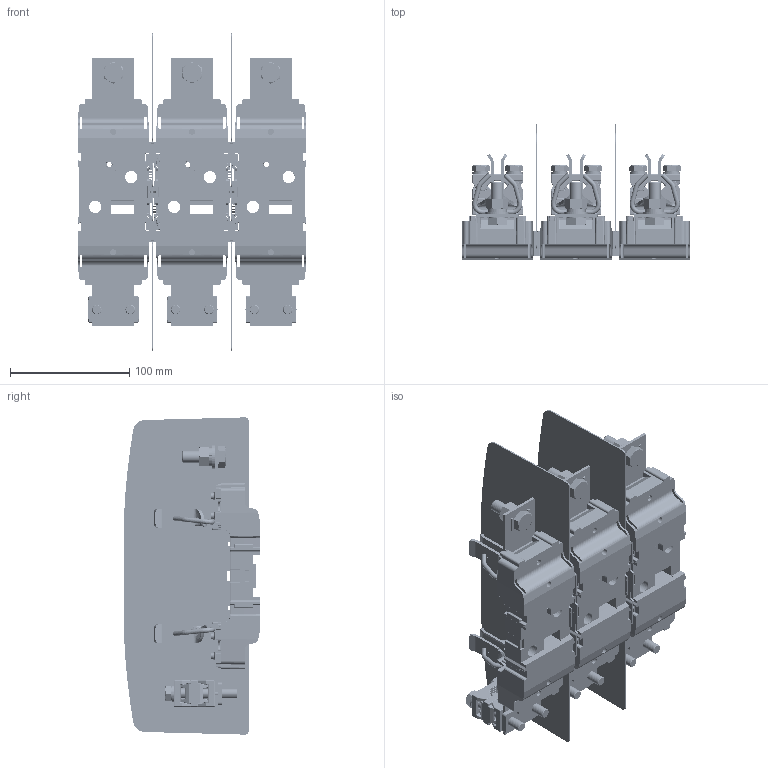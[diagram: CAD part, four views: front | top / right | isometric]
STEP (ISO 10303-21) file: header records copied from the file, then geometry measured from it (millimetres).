
FILE_DESCRIPTION((''),'2;1');
FILE_NAME('004121500_PT2_M10-M10_1P_ASM','2023-10-25T11:31:30',('klemen.sitar'),('Audax d.o.o.'),'CREO PARAMETRIC BY PTC INC, 2021304','CREO PARAMETRIC BY PTC INC, 2021304','');
FILE_SCHEMA(('AP242_MANAGED_MODEL_BASED_3D_ENGINEERING_MIM_LF { 1 0 10303 442 1 1 4 }'));
Products named in the file (23): ASM0024_ASM_1_ASM_1; 0000038453_1_1_2_1; 0000038666_AF0_1_1_2_1; 0000038666_AF1_1_1_2_1; 0000047317_1_1_2_1; 70196_KLEMMENTEIL_1_1_1_2_1_1; 56427_KLEMMENUNTERTEIL_1_-15700; P5_1_1_1; 66812_FEDERRING_DIN_127_A8_1__1; 65728_SECHSKANTSCHRAUBE_M8X45_3; 2P2_TOP_ASM_1_ASM_1_ASM; 0000032607_1_1_2_1; 0000032604_1_1_2_1; 0000032603_1_1_2_1; 0000032605_1_1_2_1; M10_B_ASM; BASE_ASM; ETI_LOGO_13_2X7_71MM; 0000046866_1_1; BARRIER_ASM; 0000046860_1_1_2_1; ADAPTER_ASM; 004121500_PT2_M10-M10_1P_ASM
Assembly tree (33 placements, depth 4):
  004121500_PT2_M10-M10_1P_ASM
    BASE_ASM  x3
      ASM0024_ASM_1_ASM_1
      0000038453_1_1_2_1
      0000038666_AF0_1_1_2_1
      0000038666_AF1_1_1_2_1
      0000047317_1_1_2_1
      2P2_TOP_ASM_1_ASM_1_ASM
        70196_KLEMMENTEIL_1_1_1_2_1_1  x2
        56427_KLEMMENUNTERTEIL_1_-15700
        P5_1_1_1
        66812_FEDERRING_DIN_127_A8_1__1  x2
        65728_SECHSKANTSCHRAUBE_M8X45_3  x2
      M10_B_ASM
        0000032607_1_1_2_1
        0000032604_1_1_2_1
        0000032603_1_1_2_1
        0000032605_1_1_2_1
    ETI_LOGO_13_2X7_71MM
    BARRIER_ASM
      0000046866_1_1  x2
    ADAPTER_ASM
      0000046860_1_1_2_1  x2
Bounding box: 191.8 x 114 x 265.84 mm (x, y, z)
Volume: 198978.8 mm3; surface area: 392591.2 mm2
Topology: 58 solids, 100 shells, 8708 faces, 22704 edges, 13801 vertices
Faces by surface type: cylinder 3249, plane 2855, bspline 1275, cone 566, torus 472, sphere 202, extrusion 89
Entity records: 155400 total; most frequent: CARTESIAN_POINT 60743, ORIENTED_EDGE 13591, DIRECTION 11904, PRESENTATION_STYLE_ASSIGNMENT 7311, STYLED_ITEM 7311, EDGE_CURVE 6814, CURVE_STYLE 5281, AXIS2_PLACEMENT_3D 4226
